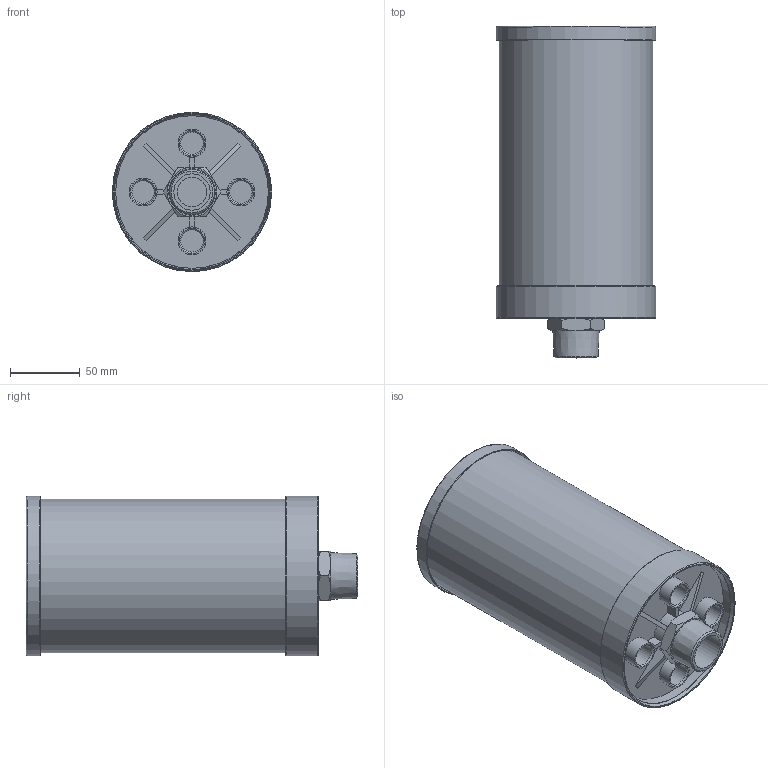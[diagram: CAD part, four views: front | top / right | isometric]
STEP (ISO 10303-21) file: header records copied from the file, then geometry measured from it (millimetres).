
FILE_DESCRIPTION (( 'STEP AP214' ), '1' );
FILE_NAME ('05.0030.66 VV-D_3M_F_00_P3_XC_N1m.STEP', '2024-09-12T12:06:32', ( '' ), ( '' ), 'SwSTEP 2.0', 'SolidWorks 2020', '' );
FILE_SCHEMA (( 'AUTOMOTIVE_DESIGN' ));
Length unit declared in the file: millimetre
Products named in the file (1): 05.0030.66 VV-D_3M_F_00_P3_XC_N1m
Bounding box: 114 x 237.5 x 114 mm (x, y, z)
Volume: 310893.9 mm3; surface area: 212708.4 mm2
Topology: 4 solids, 4 shells, 122 faces, 266 edges, 169 vertices
Faces by surface type: plane 59, cylinder 29, cone 28, torus 6
Full cylindrical faces by diameter (mm): 16 x4, 20 x4, 21 x5, 24.12 x1, 26 x1, 31 x1, 31.5 x1, 39 x1, 45 x1, 93 x2, 98 x1, 103.5 x1, 109.2 x1, 110 x1, 111 x2, 114 x2
Entity records: 4527 total; most frequent: CARTESIAN_POINT 663, DIRECTION 530, ORIENTED_EDGE 406, AXIS2_PLACEMENT_3D 232, EDGE_LOOP 204, EDGE_CURVE 203, FACE_OUTER_BOUND 157, VERTEX_POINT 157
